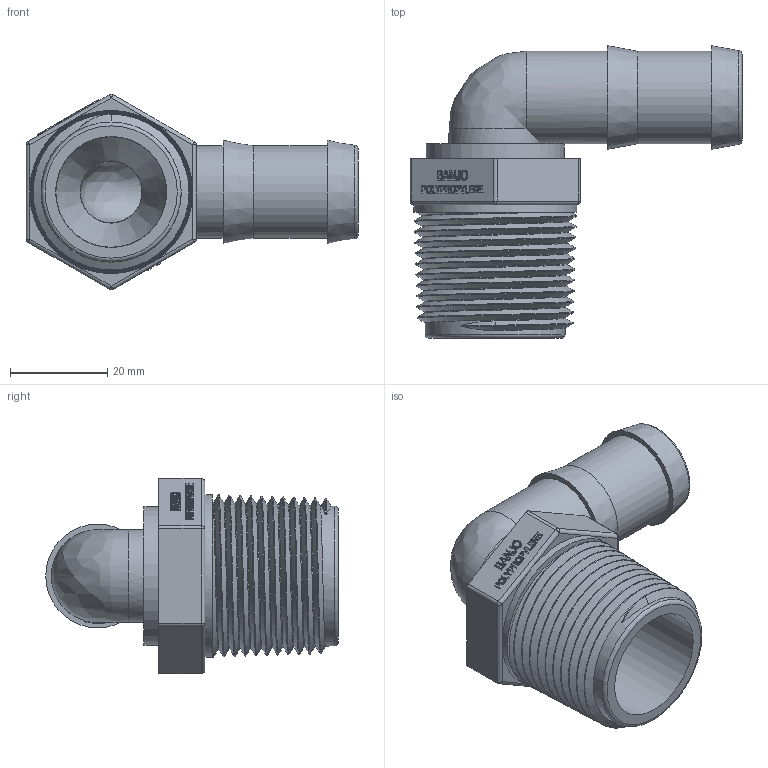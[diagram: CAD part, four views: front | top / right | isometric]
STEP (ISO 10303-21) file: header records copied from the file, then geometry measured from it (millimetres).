
FILE_DESCRIPTION(/* description */ ('1" NPT THD X 3/4" 90 HOSE BARB'),/* implementation_level */ '2;1');
FILE_NAME(/* name */ 'HB100-075-90.stp',/* time_stamp */ '2016-12-05T15:06:15-05:00',/* author */ ('DLC'),/* organization */ (''),/* preprocessor_version */ 'ST-DEVELOPER v16.5',/* originating_system */ 'Autodesk Inventor 2017',/* authorisation */ '');
FILE_SCHEMA (('AUTOMOTIVE_DESIGN { 1 0 10303 214 3 1 1 }'));
Length unit declared in the file: inch
Products named in the file (2): HB100/075-90; HB100/075-90U
Assembly tree (1 placements, depth 2):
  HB100/075-90
    HB100/075-90U
Bounding box: 68.33 x 60.2 x 40.24 mm (x, y, z)
Volume: 28027.4 mm3; surface area: 16066.1 mm2
Topology: 1 solids, 1 shells, 403 faces, 1044 edges, 681 vertices
Faces by surface type: plane 232, bspline 118, cylinder 27, cone 16, sphere 6, torus 4
Full cylindrical faces by diameter (mm): 12.7 x2, 19.05 x3, 22.86 x1, 28.448 x1, 33.528 x1
Entity records: 18765 total; most frequent: CARTESIAN_POINT 9955, ORIENTED_EDGE 1976, DIRECTION 1424, EDGE_CURVE 988, LINE 656, VECTOR 656, VERTEX_POINT 656, EDGE_LOOP 452
